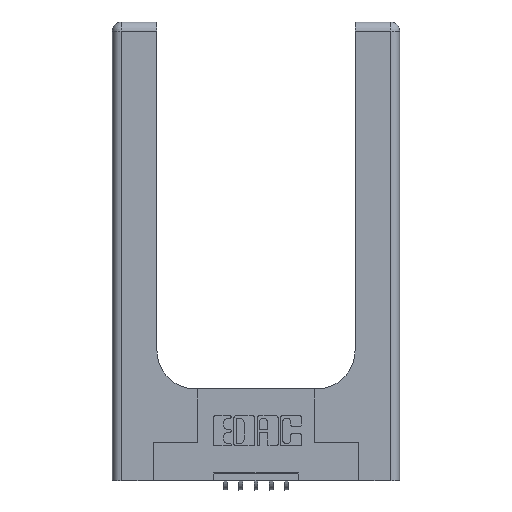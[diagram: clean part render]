
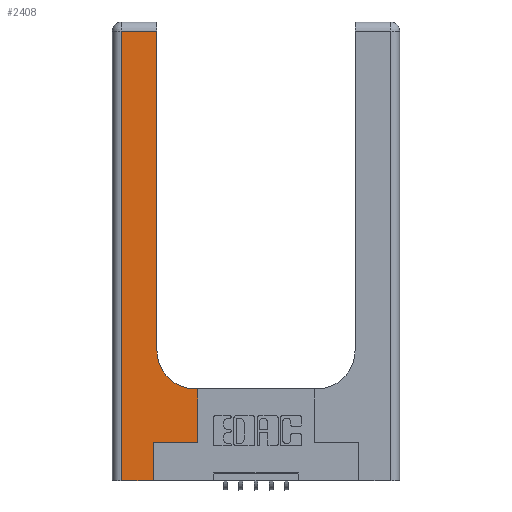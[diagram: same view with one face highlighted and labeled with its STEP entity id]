
A CAD part, top view. The second image highlights one B-rep face of the part: STEP entity #2408.
In plain terms, the highlighted planar face has unit normal (0, 0, 1).
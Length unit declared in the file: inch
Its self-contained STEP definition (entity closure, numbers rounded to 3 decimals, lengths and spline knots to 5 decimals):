
#434 = LINE ( 'NONE', #12122, #3162 ) ;
#553 = ORIENTED_EDGE ( 'NONE', *, *, #1440, .T. ) ;
#740 = ORIENTED_EDGE ( 'NONE', *, *, #11009, .T. ) ;
#865 = ORIENTED_EDGE ( 'NONE', *, *, #5800, .T. ) ;
#1074 = EDGE_CURVE ( 'NONE', #10035, #11828, #434, .T. ) ;
#1281 = CIRCLE ( 'NONE', #11607, 0.25 ) ;
#1345 = ORIENTED_EDGE ( 'NONE', *, *, #6182, .T. ) ;
#1356 = CARTESIAN_POINT ( 'NONE',  ( 0., 3., 0.37 ) ) ;
#1440 = EDGE_CURVE ( 'NONE', #11559, #11115, #3996, .T. ) ;
#1644 = DIRECTION ( 'NONE',  ( 0., -1., 0. ) ) ;
#1746 = AXIS2_PLACEMENT_3D ( 'NONE', #1356, #7851, #10017 ) ;
#2135 = EDGE_LOOP ( 'NONE', ( #13133, #6346, #553, #865, #1345, #11286, #6419, #740, #2251 ) ) ;
#2251 = ORIENTED_EDGE ( 'NONE', *, *, #10775, .T. ) ;
#2273 = FACE_OUTER_BOUND ( 'NONE', #2135, .T. ) ;
#2362 = DIRECTION ( 'NONE',  ( 0., 0., -1. ) ) ;
#2408 = ADVANCED_FACE ( 'NONE', ( #2273 ), #5698, .F. ) ;
#2589 = LINE ( 'NONE', #12751, #13724 ) ;
#2667 = EDGE_CURVE ( 'NONE', #11648, #11559, #11207, .T. ) ;
#2725 = EDGE_CURVE ( 'NONE', #13508, #10035, #5665, .T. ) ;
#2908 = CARTESIAN_POINT ( 'NONE',  ( 0.5585, 0.25, 0.37 ) ) ;
#3032 = CARTESIAN_POINT ( 'NONE',  ( 0.2915, 2.94, 0.37 ) ) ;
#3162 = VECTOR ( 'NONE', #9966, 39.37008 ) ;
#3996 = LINE ( 'NONE', #6884, #11414 ) ;
#4060 = DIRECTION ( 'NONE',  ( 1., 0., 0. ) ) ;
#4111 = VERTEX_POINT ( 'NONE', #7052 ) ;
#4152 = DIRECTION ( 'NONE',  ( 0., 1., 0. ) ) ;
#4153 = VECTOR ( 'NONE', #9571, 39.37008 ) ;
#4532 = DIRECTION ( 'NONE',  ( 1., 0., 0. ) ) ;
#4569 = VECTOR ( 'NONE', #4152, 39.37008 ) ;
#4643 = VECTOR ( 'NONE', #5125, 39.37008 ) ;
#5125 = DIRECTION ( 'NONE',  ( -1., 0., 0. ) ) ;
#5170 = CARTESIAN_POINT ( 'NONE',  ( 0.2915, 0.6, 0.37 ) ) ;
#5466 = CARTESIAN_POINT ( 'NONE',  ( 0.5415, 0.6, 0.37 ) ) ;
#5665 = LINE ( 'NONE', #12627, #13928 ) ;
#5698 = PLANE ( 'NONE',  #1746 ) ;
#5800 = EDGE_CURVE ( 'NONE', #11115, #8101, #8261, .T. ) ;
#6182 = EDGE_CURVE ( 'NONE', #8101, #13508, #7749, .T. ) ;
#6346 = ORIENTED_EDGE ( 'NONE', *, *, #2667, .T. ) ;
#6419 = ORIENTED_EDGE ( 'NONE', *, *, #1074, .T. ) ;
#6533 = CARTESIAN_POINT ( 'NONE',  ( 0., 2.94, 0.37 ) ) ;
#6884 = CARTESIAN_POINT ( 'NONE',  ( 0.06, 3., 0.37 ) ) ;
#7052 = CARTESIAN_POINT ( 'NONE',  ( 0.2915, 0.85, 0.37 ) ) ;
#7684 = CARTESIAN_POINT ( 'NONE',  ( 0.269, 0.25, 0.37 ) ) ;
#7749 = LINE ( 'NONE', #13584, #4569 ) ;
#7851 = DIRECTION ( 'NONE',  ( 0., 0., -1. ) ) ;
#7906 = CARTESIAN_POINT ( 'NONE',  ( 0.5585, 0.6, 0.37 ) ) ;
#8101 = VERTEX_POINT ( 'NONE', #13697 ) ;
#8261 = LINE ( 'NONE', #10685, #10795 ) ;
#8530 = CARTESIAN_POINT ( 'NONE',  ( 0.06, 2.94, 0.37 ) ) ;
#8884 = CARTESIAN_POINT ( 'NONE',  ( 0.5415, 0.85, 0.37 ) ) ;
#9571 = DIRECTION ( 'NONE',  ( -1., 0., 0. ) ) ;
#9966 = DIRECTION ( 'NONE',  ( 0., 1., 0. ) ) ;
#10017 = DIRECTION ( 'NONE',  ( -1., 0., 0. ) ) ;
#10035 = VERTEX_POINT ( 'NONE', #2908 ) ;
#10685 = CARTESIAN_POINT ( 'NONE',  ( 0., 0., 0.37 ) ) ;
#10775 = EDGE_CURVE ( 'NONE', #12206, #4111, #1281, .T. ) ;
#10795 = VECTOR ( 'NONE', #11751, 39.37008 ) ;
#10875 = LINE ( 'NONE', #5170, #4153 ) ;
#11009 = EDGE_CURVE ( 'NONE', #11828, #12206, #10875, .T. ) ;
#11115 = VERTEX_POINT ( 'NONE', #13149 ) ;
#11207 = LINE ( 'NONE', #6533, #4643 ) ;
#11286 = ORIENTED_EDGE ( 'NONE', *, *, #2725, .T. ) ;
#11414 = VECTOR ( 'NONE', #1644, 39.37008 ) ;
#11559 = VERTEX_POINT ( 'NONE', #8530 ) ;
#11607 = AXIS2_PLACEMENT_3D ( 'NONE', #8884, #2362, #4532 ) ;
#11648 = VERTEX_POINT ( 'NONE', #3032 ) ;
#11751 = DIRECTION ( 'NONE',  ( 1., 0., 0. ) ) ;
#11828 = VERTEX_POINT ( 'NONE', #7906 ) ;
#12122 = CARTESIAN_POINT ( 'NONE',  ( 0.5585, 0.25, 0.37 ) ) ;
#12206 = VERTEX_POINT ( 'NONE', #5466 ) ;
#12627 = CARTESIAN_POINT ( 'NONE',  ( 0.269, 0.25, 0.37 ) ) ;
#12751 = CARTESIAN_POINT ( 'NONE',  ( 0.2915, 3., 0.37 ) ) ;
#12797 = DIRECTION ( 'NONE',  ( 0., 1., 0. ) ) ;
#13133 = ORIENTED_EDGE ( 'NONE', *, *, #13312, .T. ) ;
#13149 = CARTESIAN_POINT ( 'NONE',  ( 0.06, 0., 0.37 ) ) ;
#13312 = EDGE_CURVE ( 'NONE', #4111, #11648, #2589, .T. ) ;
#13508 = VERTEX_POINT ( 'NONE', #7684 ) ;
#13584 = CARTESIAN_POINT ( 'NONE',  ( 0.269, 0., 0.37 ) ) ;
#13697 = CARTESIAN_POINT ( 'NONE',  ( 0.269, 0., 0.37 ) ) ;
#13724 = VECTOR ( 'NONE', #12797, 39.37008 ) ;
#13928 = VECTOR ( 'NONE', #4060, 39.37008 ) ;
